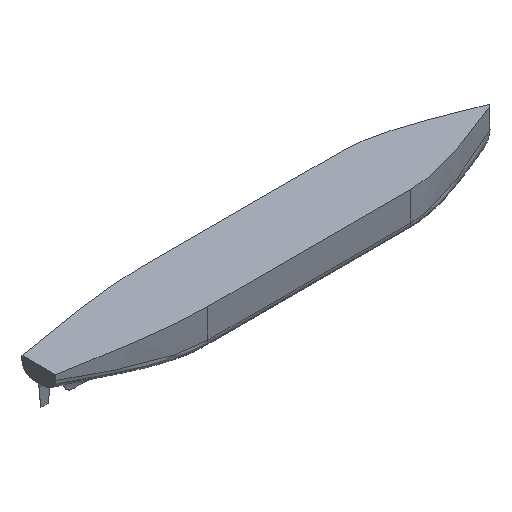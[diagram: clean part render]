
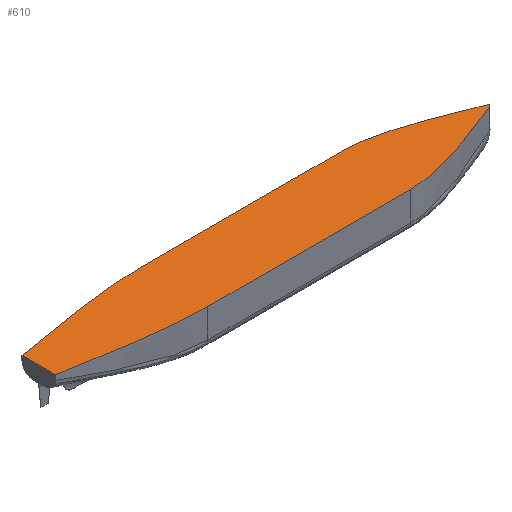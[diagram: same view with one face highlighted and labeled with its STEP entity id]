
A CAD part, isometric view. The second image highlights one B-rep face of the part: STEP entity #610.
In plain terms, the highlighted planar face has unit normal (0, 0, 1).
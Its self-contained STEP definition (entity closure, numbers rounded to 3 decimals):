
#31=CIRCLE('',#689,0.48);
#32=CIRCLE('',#690,0.48);
#53=LINE('',#6264,#81);
#59=LINE('',#6333,#87);
#61=LINE('',#6342,#89);
#81=VECTOR('',#721,1.);
#87=VECTOR('',#735,1.);
#89=VECTOR('',#739,1.);
#108=PLANE('',#688);
#160=ORIENTED_EDGE('',*,*,#329,.T.);
#161=ORIENTED_EDGE('',*,*,#331,.T.);
#162=ORIENTED_EDGE('',*,*,#332,.F.);
#163=ORIENTED_EDGE('',*,*,#333,.F.);
#164=ORIENTED_EDGE('',*,*,#317,.F.);
#165=ORIENTED_EDGE('',*,*,#334,.T.);
#166=ORIENTED_EDGE('',*,*,#335,.T.);
#167=ORIENTED_EDGE('',*,*,#336,.T.);
#168=ORIENTED_EDGE('',*,*,#337,.F.);
#317=EDGE_CURVE('',#406,#404,#53,.T.);
#329=EDGE_CURVE('',#414,#413,#59,.T.);
#331=EDGE_CURVE('',#413,#415,#461,.T.);
#332=EDGE_CURVE('',#416,#415,#61,.F.);
#333=EDGE_CURVE('',#404,#416,#462,.T.);
#334=EDGE_CURVE('',#406,#417,#463,.T.);
#335=EDGE_CURVE('',#417,#418,#31,.T.);
#336=EDGE_CURVE('',#418,#419,#32,.T.);
#337=EDGE_CURVE('',#414,#419,#464,.T.);
#404=VERTEX_POINT('',#6259);
#406=VERTEX_POINT('',#6263);
#413=VERTEX_POINT('',#6332);
#414=VERTEX_POINT('',#6334);
#415=VERTEX_POINT('',#6341);
#416=VERTEX_POINT('',#6343);
#417=VERTEX_POINT('',#6352);
#418=VERTEX_POINT('',#6354);
#419=VERTEX_POINT('',#6356);
#461=B_SPLINE_CURVE_WITH_KNOTS('',3,(#6337,#6338,#6339,#6340),
 .UNSPECIFIED.,.F.,.F.,(4,4),(0.,1.),.UNSPECIFIED.);
#462=B_SPLINE_CURVE_WITH_KNOTS('',3,(#6344,#6345,#6346,#6347),
 .UNSPECIFIED.,.F.,.F.,(4,4),(0.,1.),.UNSPECIFIED.);
#463=B_SPLINE_CURVE_WITH_KNOTS('',3,(#6348,#6349,#6350,#6351),
 .UNSPECIFIED.,.F.,.F.,(4,4),(0.,1.),.UNSPECIFIED.);
#464=B_SPLINE_CURVE_WITH_KNOTS('',3,(#6357,#6358,#6359,#6360),
 .UNSPECIFIED.,.F.,.F.,(4,4),(0.,1.),.UNSPECIFIED.);
#507=EDGE_LOOP('',(#160,#161,#162,#163,#164,#165,#166,#167,#168));
#550=FACE_BOUND('',#507,.T.);
#610=ADVANCED_FACE('',(#550),#108,.F.);
#688=AXIS2_PLACEMENT_3D('',#6336,#737,#738);
#689=AXIS2_PLACEMENT_3D('',#6353,#740,#741);
#690=AXIS2_PLACEMENT_3D('',#6355,#742,#743);
#721=DIRECTION('',(-1.,0.,0.));
#735=DIRECTION('',(-1.,0.,0.));
#737=DIRECTION('',(0.,0.,-1.));
#738=DIRECTION('',(0.,1.,0.));
#739=DIRECTION('',(0.,-1.,0.));
#740=DIRECTION('',(0.,0.,1.));
#741=DIRECTION('',(0.,-1.,0.));
#742=DIRECTION('',(0.,0.,1.));
#743=DIRECTION('',(0.,-1.,0.));
#6259=CARTESIAN_POINT('',(-24.,-9.,4.));
#6263=CARTESIAN_POINT('',(30.,-9.,4.));
#6264=CARTESIAN_POINT('',(30.,-9.,4.));
#6332=CARTESIAN_POINT('',(-24.,9.,4.));
#6333=CARTESIAN_POINT('',(30.,9.,4.));
#6334=CARTESIAN_POINT('',(30.,9.,4.));
#6336=CARTESIAN_POINT('',(0.,0.,4.));
#6337=CARTESIAN_POINT('',(-24.,9.,4.));
#6338=CARTESIAN_POINT('',(-34.8,9.,4.));
#6339=CARTESIAN_POINT('',(-49.351,6.303,4.));
#6340=CARTESIAN_POINT('',(-60.,4.5,4.));
#6341=CARTESIAN_POINT('',(-60.,4.5,4.));
#6342=CARTESIAN_POINT('',(-60.,0.093,4.));
#6343=CARTESIAN_POINT('',(-60.,-4.5,4.));
#6344=CARTESIAN_POINT('',(-24.,-9.,4.));
#6345=CARTESIAN_POINT('',(-34.8,-9.,4.));
#6346=CARTESIAN_POINT('',(-49.351,-6.303,4.));
#6347=CARTESIAN_POINT('',(-60.,-4.5,4.));
#6348=CARTESIAN_POINT('',(30.,-9.,4.));
#6349=CARTESIAN_POINT('',(39.,-9.,4.));
#6350=CARTESIAN_POINT('',(51.633,-3.555,4.));
#6351=CARTESIAN_POINT('',(60.,-0.24,4.));
#6352=CARTESIAN_POINT('',(59.697,-0.36,4.));
#6353=CARTESIAN_POINT('',(59.52,0.086,4.));
#6354=CARTESIAN_POINT('',(59.992,0.,4.));
#6355=CARTESIAN_POINT('',(59.52,-0.086,4.));
#6356=CARTESIAN_POINT('',(59.697,0.36,4.));
#6357=CARTESIAN_POINT('',(30.,9.,4.));
#6358=CARTESIAN_POINT('',(39.,9.,4.));
#6359=CARTESIAN_POINT('',(51.633,3.555,4.));
#6360=CARTESIAN_POINT('',(60.,0.24,4.));
